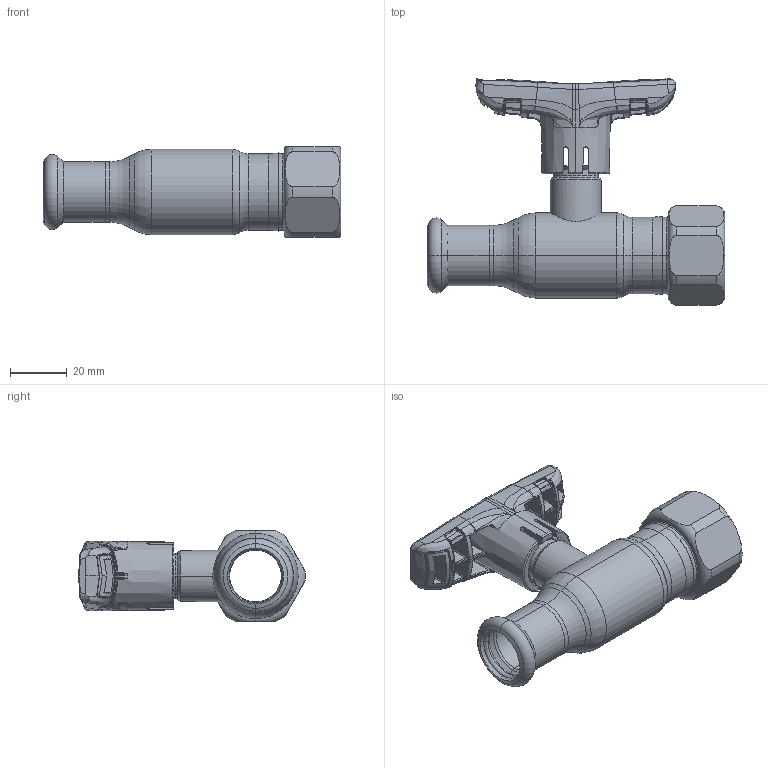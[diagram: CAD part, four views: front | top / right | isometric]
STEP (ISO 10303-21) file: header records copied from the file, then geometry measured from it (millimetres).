
FILE_DESCRIPTION (( 'STEP AP214' ), '1' );
FILE_NAME ('2015001010-0400.step', '2024-01-11T11:00:27', ( '' ), ( '' ), 'SwSTEP 2.0', 'SolidWorks 2021', '' );
FILE_SCHEMA (( 'AUTOMOTIVE_DESIGN' ));
Length unit declared in the file: millimetre
Products named in the file (1): 2015001010-0400
Bounding box: 104.8 x 79.68 x 32 mm (x, y, z)
Surface area: 23424.1 mm2 (no closed solid volume)
Topology: 0 solids, 7 shells, 745 faces, 2134 edges, 1321 vertices
Faces by surface type: bspline 581, plane 56, cylinder 42, cone 27, torus 27, sphere 12
Entity records: 56343 total; most frequent: CARTESIAN_POINT 33811, ORIENTED_EDGE 3795, EDGE_CURVE 2120, DIRECTION 1504, B_SPLINE_CURVE_WITH_KNOTS 1445, VERTEX_POINT 1317, EDGE_LOOP 754, UNCERTAINTY_MEASURE_WITH_UNIT 747
